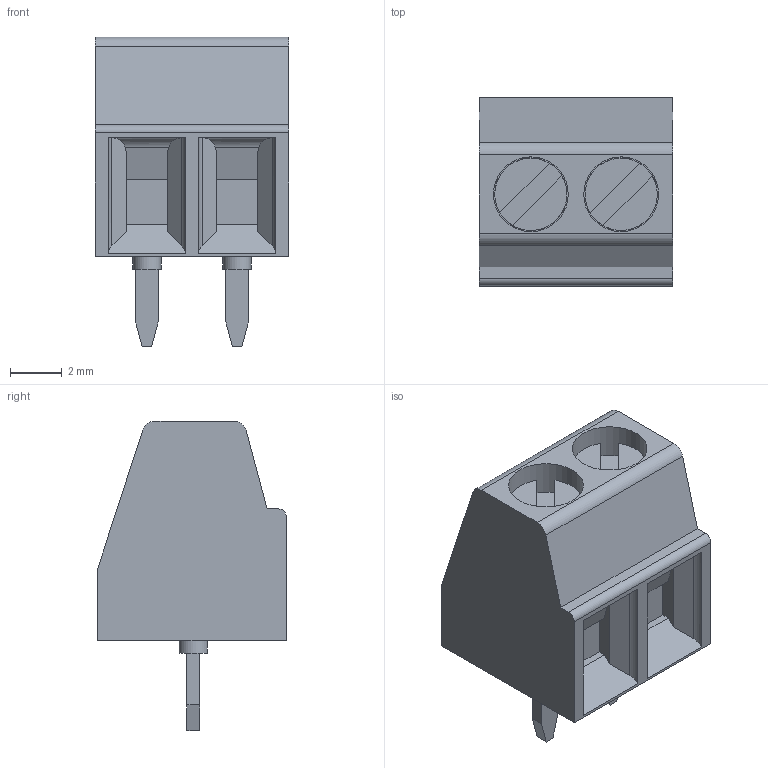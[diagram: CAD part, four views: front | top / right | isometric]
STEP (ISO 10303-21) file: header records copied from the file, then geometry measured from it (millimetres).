
FILE_DESCRIPTION( ( 'STEP AP203' ), '1' );
FILE_NAME( '1751248.stp', '2020-10-28T09:58:37', ( 'License CC BY-ND 4.0' ), ( 'CADENAS' ), ' ', 'PARTsolutions', ' ' );
FILE_SCHEMA( ( 'CONFIG_CONTROL_DESIGN' ) );
Length unit declared in the file: millimetre
Products named in the file (3): 1751248; bohrloch.1; MKDS_1-2-3_5
Assembly tree (3 placements, depth 2):
  1751248
    bohrloch.1  x2
    MKDS_1-2-3_5
Bounding box: 7.5 x 7.3 x 12 mm (x, y, z)
Volume: 364.7 mm3; surface area: 422.9 mm2
Topology: 3 solids, 3 shells, 109 faces, 276 edges, 185 vertices
Faces by surface type: plane 76, cylinder 33
Full cylindrical faces by diameter (mm): 0.457 x1, 1.1 x2, 2.8 x2, 2.9 x2
Entity records: 3272 total; most frequent: DIRECTION 552, CARTESIAN_POINT 550, ORIENTED_EDGE 524, EDGE_CURVE 262, LINE 192, VECTOR 192, AXIS2_PLACEMENT_3D 180, VERTEX_POINT 178
